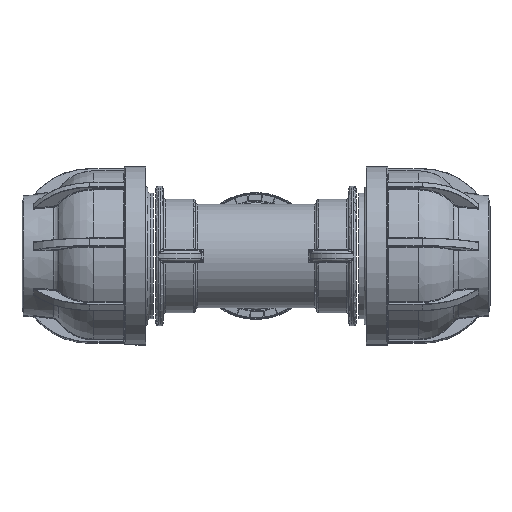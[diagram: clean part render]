
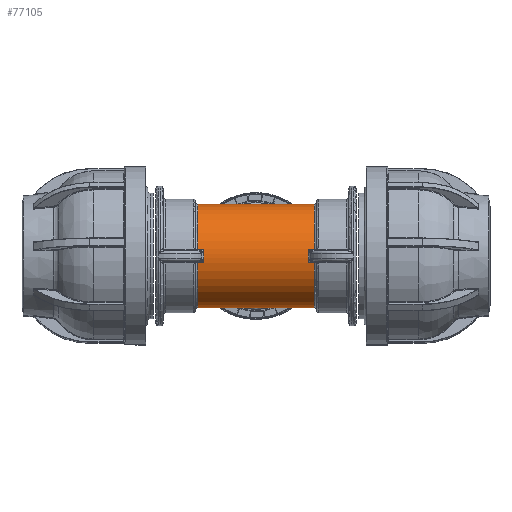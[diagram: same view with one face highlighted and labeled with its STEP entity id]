
A CAD part, front view. The second image highlights one B-rep face of the part: STEP entity #77105.
In plain terms, the highlighted cylindrical face has radius 18 mm (diameter 36 mm), a partial arc.
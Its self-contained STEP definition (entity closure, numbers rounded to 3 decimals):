
#3814 = LINE ( 'NONE', #18370, #14338 ) ;
#3815 = LINE ( 'NONE', #18378, #14341 ) ;
#3816 = LINE ( 'NONE', #18386, #14343 ) ;
#3817 = LINE ( 'NONE', #20511, #14346 ) ;
#3818 = LINE ( 'NONE', #20522, #14349 ) ;
#3819 = LINE ( 'NONE', #20539, #14351 ) ;
#4410 = B_SPLINE_CURVE_WITH_KNOTS ( 'NONE', 3,
 ( #18380, #18381, #18382, #18383, #18384, #18385 ),
 .UNSPECIFIED., .F., .F.,
 ( 4, 2, 4 ),
 ( 0., 0.002, 0.005 ),
 .UNSPECIFIED. ) ;
#4411 = B_SPLINE_CURVE_WITH_KNOTS ( 'NONE', 3,
 ( #20527, #20528, #20530, #20532, #20534, #20536 ),
 .UNSPECIFIED., .F., .F.,
 ( 4, 2, 4 ),
 ( 0., 0.002, 0.005 ),
 .UNSPECIFIED. ) ;
#6277 = ORIENTED_EDGE ( 'NONE', *, *, #58105, .T. ) ;
#6278 = ORIENTED_EDGE ( 'NONE', *, *, #58106, .T. ) ;
#6279 = ORIENTED_EDGE ( 'NONE', *, *, #58104, .T. ) ;
#6280 = ORIENTED_EDGE ( 'NONE', *, *, #58107, .T. ) ;
#6281 = ORIENTED_EDGE ( 'NONE', *, *, #58108, .T. ) ;
#6282 = ORIENTED_EDGE ( 'NONE', *, *, #58109, .T. ) ;
#6283 = ORIENTED_EDGE ( 'NONE', *, *, #58110, .T. ) ;
#6284 = ORIENTED_EDGE ( 'NONE', *, *, #58111, .F. ) ;
#6285 = ORIENTED_EDGE ( 'NONE', *, *, #58112, .T. ) ;
#6286 = ORIENTED_EDGE ( 'NONE', *, *, #58113, .T. ) ;
#6287 = ORIENTED_EDGE ( 'NONE', *, *, #58114, .T. ) ;
#6288 = ORIENTED_EDGE ( 'NONE', *, *, #58115, .T. ) ;
#8677 = VERTEX_POINT ( 'NONE', #43522 ) ;
#8678 = VERTEX_POINT ( 'NONE', #43523 ) ;
#8679 = VERTEX_POINT ( 'NONE', #43524 ) ;
#8680 = VERTEX_POINT ( 'NONE', #43526 ) ;
#8681 = VERTEX_POINT ( 'NONE', #43527 ) ;
#8682 = VERTEX_POINT ( 'NONE', #43528 ) ;
#8683 = VERTEX_POINT ( 'NONE', #43530 ) ;
#8684 = VERTEX_POINT ( 'NONE', #43531 ) ;
#8685 = VERTEX_POINT ( 'NONE', #43532 ) ;
#8686 = VERTEX_POINT ( 'NONE', #43534 ) ;
#8687 = VERTEX_POINT ( 'NONE', #43535 ) ;
#8688 = VERTEX_POINT ( 'NONE', #43537 ) ;
#10480 = EDGE_LOOP ( 'NONE', ( #6277, #6279, #6278, #6280, #6281, #6282, #6283, #6284, #6285, #6286, #6287, #6288 ) ) ;
#14327 = CIRCLE ( 'NONE', #14340, 18. ) ;
#14335 = CIRCLE ( 'NONE', #14344, 18. ) ;
#14337 = CIRCLE ( 'NONE', #14339, 18. ) ;
#14338 = VECTOR ( 'NONE', #18371, 1000. ) ;
#14339 = AXIS2_PLACEMENT_3D ( 'NONE', #18372, #18373, #18374 ) ;
#14340 = AXIS2_PLACEMENT_3D ( 'NONE', #18375, #18376, #18377 ) ;
#14341 = VECTOR ( 'NONE', #18379, 1000. ) ;
#14343 = VECTOR ( 'NONE', #18387, 1000. ) ;
#14344 = AXIS2_PLACEMENT_3D ( 'NONE', #20505, #20506, #20508 ) ;
#14345 = CIRCLE ( 'NONE', #14347, 18. ) ;
#14346 = VECTOR ( 'NONE', #20513, 1000. ) ;
#14347 = AXIS2_PLACEMENT_3D ( 'NONE', #20516, #20517, #20519 ) ;
#14349 = VECTOR ( 'NONE', #20524, 1000. ) ;
#14351 = VECTOR ( 'NONE', #20540, 1000. ) ;
#18370 = CARTESIAN_POINT ( 'NONE',  ( 0., 0., -18. ) ) ;
#18371 = DIRECTION ( 'NONE',  ( 1., 0., 0. ) ) ;
#18372 = CARTESIAN_POINT ( 'NONE',  ( -20.25, 0., 0. ) ) ;
#18373 = DIRECTION ( 'NONE',  ( 1., 0., 0. ) ) ;
#18374 = DIRECTION ( 'NONE',  ( 0., 0., -1. ) ) ;
#18375 = CARTESIAN_POINT ( 'NONE',  ( 20.25, 0., 0. ) ) ;
#18376 = DIRECTION ( 'NONE',  ( -1., 0., 0. ) ) ;
#18377 = DIRECTION ( 'NONE',  ( 0., 0., 1. ) ) ;
#18378 = CARTESIAN_POINT ( 'NONE',  ( 0., -17.839, -2.4 ) ) ;
#18379 = DIRECTION ( 'NONE',  ( -1., 0., 0. ) ) ;
#18380 = CARTESIAN_POINT ( 'NONE',  ( 18.061, -17.839, -2.4 ) ) ;
#18381 = CARTESIAN_POINT ( 'NONE',  ( 18.116, -17.946, -1.605 ) ) ;
#18382 = CARTESIAN_POINT ( 'NONE',  ( 18.144, -18., -0.805 ) ) ;
#18383 = CARTESIAN_POINT ( 'NONE',  ( 18.144, -18., 0.805 ) ) ;
#18384 = CARTESIAN_POINT ( 'NONE',  ( 18.116, -17.946, 1.605 ) ) ;
#18385 = CARTESIAN_POINT ( 'NONE',  ( 18.061, -17.839, 2.4 ) ) ;
#18386 = CARTESIAN_POINT ( 'NONE',  ( 0., -17.839, 2.4 ) ) ;
#18387 = DIRECTION ( 'NONE',  ( 1., 0., 0. ) ) ;
#20505 = CARTESIAN_POINT ( 'NONE',  ( 20.25, 0., 0. ) ) ;
#20506 = DIRECTION ( 'NONE',  ( -1., 0., 0. ) ) ;
#20508 = DIRECTION ( 'NONE',  ( 0., 0., 1. ) ) ;
#20511 = CARTESIAN_POINT ( 'NONE',  ( 0., 0., 18. ) ) ;
#20513 = DIRECTION ( 'NONE',  ( 1., 0., 0. ) ) ;
#20516 = CARTESIAN_POINT ( 'NONE',  ( -20.25, 0., 0. ) ) ;
#20517 = DIRECTION ( 'NONE',  ( 1., 0., 0. ) ) ;
#20519 = DIRECTION ( 'NONE',  ( 0., 0., -1. ) ) ;
#20522 = CARTESIAN_POINT ( 'NONE',  ( 0., -17.839, 2.4 ) ) ;
#20524 = DIRECTION ( 'NONE',  ( 1., 0., 0. ) ) ;
#20527 = CARTESIAN_POINT ( 'NONE',  ( -18.061, -17.839, 2.4 ) ) ;
#20528 = CARTESIAN_POINT ( 'NONE',  ( -18.116, -17.946, 1.605 ) ) ;
#20530 = CARTESIAN_POINT ( 'NONE',  ( -18.144, -18., 0.805 ) ) ;
#20532 = CARTESIAN_POINT ( 'NONE',  ( -18.144, -18., -0.805 ) ) ;
#20534 = CARTESIAN_POINT ( 'NONE',  ( -18.116, -17.946, -1.605 ) ) ;
#20536 = CARTESIAN_POINT ( 'NONE',  ( -18.061, -17.839, -2.4 ) ) ;
#20539 = CARTESIAN_POINT ( 'NONE',  ( 0., -17.839, -2.4 ) ) ;
#20540 = DIRECTION ( 'NONE',  ( -1., 0., 0. ) ) ;
#36667 = CYLINDRICAL_SURFACE ( 'NONE', #41507, 18. ) ;
#36668 = FACE_OUTER_BOUND ( 'NONE', #10480, .T. ) ;
#38209 = CARTESIAN_POINT ( 'NONE',  ( 0., 0., 0. ) ) ;
#38210 = DIRECTION ( 'NONE',  ( 1., 0., 0. ) ) ;
#38211 = DIRECTION ( 'NONE',  ( 0., 0., 1. ) ) ;
#41507 = AXIS2_PLACEMENT_3D ( 'NONE', #38209, #38210, #38211 ) ;
#43522 = CARTESIAN_POINT ( 'NONE',  ( -18.061, -17.839, -2.4 ) ) ;
#43523 = CARTESIAN_POINT ( 'NONE',  ( -18.061, -17.839, 2.4 ) ) ;
#43524 = CARTESIAN_POINT ( 'NONE',  ( -20.25, -17.839, 2.4 ) ) ;
#43526 = CARTESIAN_POINT ( 'NONE',  ( -20.25, 0., 18. ) ) ;
#43527 = CARTESIAN_POINT ( 'NONE',  ( 20.25, 0., 18. ) ) ;
#43528 = CARTESIAN_POINT ( 'NONE',  ( 20.25, -17.839, 2.4 ) ) ;
#43530 = CARTESIAN_POINT ( 'NONE',  ( 18.061, -17.839, 2.4 ) ) ;
#43531 = CARTESIAN_POINT ( 'NONE',  ( 18.061, -17.839, -2.4 ) ) ;
#43532 = CARTESIAN_POINT ( 'NONE',  ( 20.25, -17.839, -2.4 ) ) ;
#43534 = CARTESIAN_POINT ( 'NONE',  ( -20.25, 0., -18. ) ) ;
#43535 = CARTESIAN_POINT ( 'NONE',  ( -20.25, -17.839, -2.4 ) ) ;
#43537 = CARTESIAN_POINT ( 'NONE',  ( 20.25, 0., -18. ) ) ;
#58104 = EDGE_CURVE ( 'NONE', #8686, #8688, #3814, .T. ) ;
#58105 = EDGE_CURVE ( 'NONE', #8687, #8686, #14337, .T. ) ;
#58106 = EDGE_CURVE ( 'NONE', #8688, #8685, #14327, .T. ) ;
#58107 = EDGE_CURVE ( 'NONE', #8685, #8684, #3815, .T. ) ;
#58108 = EDGE_CURVE ( 'NONE', #8684, #8683, #4410, .T. ) ;
#58109 = EDGE_CURVE ( 'NONE', #8683, #8682, #3816, .T. ) ;
#58110 = EDGE_CURVE ( 'NONE', #8682, #8681, #14335, .T. ) ;
#58111 = EDGE_CURVE ( 'NONE', #8680, #8681, #3817, .T. ) ;
#58112 = EDGE_CURVE ( 'NONE', #8680, #8679, #14345, .T. ) ;
#58113 = EDGE_CURVE ( 'NONE', #8679, #8678, #3818, .T. ) ;
#58114 = EDGE_CURVE ( 'NONE', #8678, #8677, #4411, .T. ) ;
#58115 = EDGE_CURVE ( 'NONE', #8677, #8687, #3819, .T. ) ;
#77105 = ADVANCED_FACE ( 'NONE', ( #36668 ), #36667, .T. ) ;
